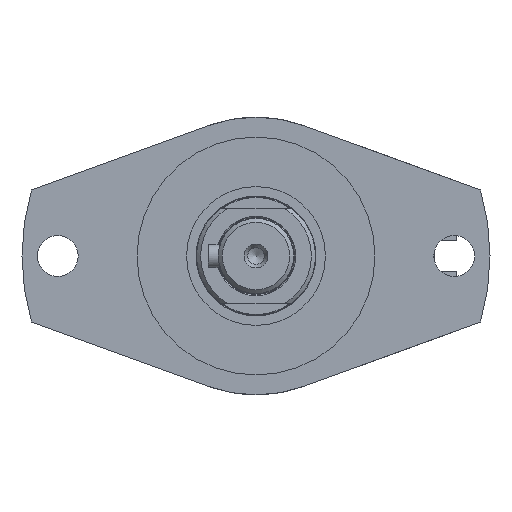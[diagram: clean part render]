
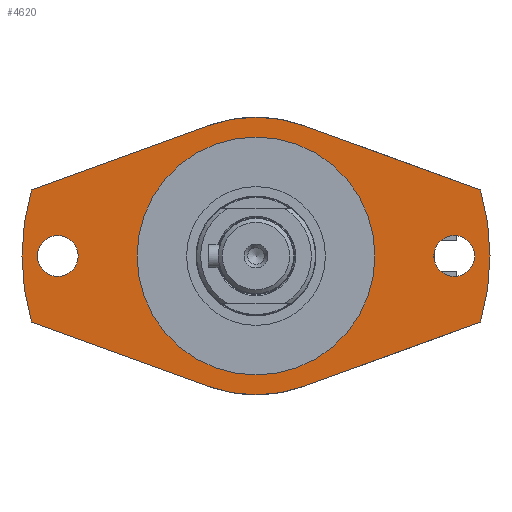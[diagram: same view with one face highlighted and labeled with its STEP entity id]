
A CAD part, left-side view. The second image highlights one B-rep face of the part: STEP entity #4620.
In plain terms, the highlighted planar face has unit normal (-1, 0, 0).
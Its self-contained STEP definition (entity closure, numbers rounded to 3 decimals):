
#150=FACE_BOUND('',#627,.T.);
#151=FACE_BOUND('',#628,.T.);
#152=FACE_BOUND('',#629,.T.);
#207=PLANE('',#5004);
#361=FACE_OUTER_BOUND('',#626,.T.);
#626=EDGE_LOOP('',(#3166,#3167,#3168,#3169,#3170,#3171,#3172,#3173));
#627=EDGE_LOOP('',(#3174));
#628=EDGE_LOOP('',(#3175));
#629=EDGE_LOOP('',(#3176,#3177));
#922=LINE('',#7480,#1175);
#923=LINE('',#7483,#1176);
#924=LINE('',#7485,#1177);
#925=LINE('',#7488,#1178);
#1175=VECTOR('',#5821,10.);
#1176=VECTOR('',#5824,10.);
#1177=VECTOR('',#5825,10.);
#1178=VECTOR('',#5828,10.);
#1473=CIRCLE('',#4994,59.);
#1474=CIRCLE('',#4996,30.);
#1475=CIRCLE('',#4997,30.);
#1479=CIRCLE('',#5003,59.);
#1480=CIRCLE('',#5005,35.);
#1481=CIRCLE('',#5006,35.);
#1482=CIRCLE('',#5007,5.15);
#1483=CIRCLE('',#5008,5.15);
#1851=VERTEX_POINT('',#7453);
#1852=VERTEX_POINT('',#7455);
#1853=VERTEX_POINT('',#7459);
#1854=VERTEX_POINT('',#7460);
#1857=VERTEX_POINT('',#7470);
#1860=VERTEX_POINT('',#7475);
#1861=VERTEX_POINT('',#7479);
#1862=VERTEX_POINT('',#7481);
#1863=VERTEX_POINT('',#7484);
#1864=VERTEX_POINT('',#7486);
#1865=VERTEX_POINT('',#7489);
#1866=VERTEX_POINT('',#7491);
#2357=EDGE_CURVE('',#1851,#1852,#1473,.T.);
#2359=EDGE_CURVE('',#1853,#1854,#1474,.T.);
#2360=EDGE_CURVE('',#1854,#1853,#1475,.T.);
#2367=EDGE_CURVE('',#1860,#1857,#1479,.T.);
#2368=EDGE_CURVE('',#1851,#1861,#922,.T.);
#2369=EDGE_CURVE('',#1861,#1862,#1480,.T.);
#2370=EDGE_CURVE('',#1862,#1857,#923,.T.);
#2371=EDGE_CURVE('',#1860,#1863,#924,.T.);
#2372=EDGE_CURVE('',#1863,#1864,#1481,.T.);
#2373=EDGE_CURVE('',#1864,#1852,#925,.T.);
#2374=EDGE_CURVE('',#1865,#1865,#1482,.T.);
#2375=EDGE_CURVE('',#1866,#1866,#1483,.T.);
#3166=ORIENTED_EDGE('',*,*,#2368,.T.);
#3167=ORIENTED_EDGE('',*,*,#2369,.T.);
#3168=ORIENTED_EDGE('',*,*,#2370,.T.);
#3169=ORIENTED_EDGE('',*,*,#2367,.F.);
#3170=ORIENTED_EDGE('',*,*,#2371,.T.);
#3171=ORIENTED_EDGE('',*,*,#2372,.T.);
#3172=ORIENTED_EDGE('',*,*,#2373,.T.);
#3173=ORIENTED_EDGE('',*,*,#2357,.F.);
#3174=ORIENTED_EDGE('',*,*,#2374,.T.);
#3175=ORIENTED_EDGE('',*,*,#2375,.T.);
#3176=ORIENTED_EDGE('',*,*,#2359,.T.);
#3177=ORIENTED_EDGE('',*,*,#2360,.T.);
#4620=ADVANCED_FACE('',(#361,#150,#151,#152),#207,.T.);
#4994=AXIS2_PLACEMENT_3D('',#7456,#5795,#5796);
#4996=AXIS2_PLACEMENT_3D('',#7461,#5800,#5801);
#4997=AXIS2_PLACEMENT_3D('',#7462,#5802,#5803);
#5003=AXIS2_PLACEMENT_3D('',#7477,#5817,#5818);
#5004=AXIS2_PLACEMENT_3D('',#7478,#5819,#5820);
#5005=AXIS2_PLACEMENT_3D('',#7482,#5822,#5823);
#5006=AXIS2_PLACEMENT_3D('',#7487,#5826,#5827);
#5007=AXIS2_PLACEMENT_3D('',#7490,#5829,#5830);
#5008=AXIS2_PLACEMENT_3D('',#7492,#5831,#5832);
#5795=DIRECTION('center_axis',(1.,0.,0.));
#5796=DIRECTION('ref_axis',(0.,1.,0.));
#5800=DIRECTION('center_axis',(1.,0.,0.));
#5801=DIRECTION('ref_axis',(0.,1.,0.));
#5802=DIRECTION('center_axis',(1.,0.,0.));
#5803=DIRECTION('ref_axis',(0.,1.,0.));
#5817=DIRECTION('center_axis',(1.,0.,0.));
#5818=DIRECTION('ref_axis',(0.,1.,0.));
#5819=DIRECTION('center_axis',(-1.,0.,0.));
#5820=DIRECTION('ref_axis',(0.,0.,
1.));
#5821=DIRECTION('',(0.,-0.94,-0.342));
#5822=DIRECTION('center_axis',(-1.,0.,0.));
#5823=DIRECTION('ref_axis',(0.,-0.342,0.94));
#5824=DIRECTION('',(0.,-0.94,0.342));
#5825=DIRECTION('',(0.,0.94,0.342));
#5826=DIRECTION('center_axis',(-1.,0.,0.));
#5827=DIRECTION('ref_axis',(0.,0.342,-0.94));
#5828=DIRECTION('',(0.,0.94,-0.342));
#5829=DIRECTION('center_axis',(1.,0.,0.));
#5830=DIRECTION('ref_axis',(0.,0.,
-1.));
#5831=DIRECTION('center_axis',(1.,0.,0.));
#5832=DIRECTION('ref_axis',(0.,0.,
-1.));
#7453=CARTESIAN_POINT('',(-165.5,56.604,-16.644));
#7455=CARTESIAN_POINT('',(-165.5,56.604,16.644));
#7456=CARTESIAN_POINT('Origin',(-165.5,0.,0.));
#7459=CARTESIAN_POINT('',(-165.5,30.,0.));
#7460=CARTESIAN_POINT('',(-165.5,-30.,0.));
#7461=CARTESIAN_POINT('Origin',(-165.5,0.,0.));
#7462=CARTESIAN_POINT('Origin',(-165.5,0.,0.));
#7470=CARTESIAN_POINT('',(-165.5,-56.604,-16.644));
#7475=CARTESIAN_POINT('',(-165.5,-56.604,16.644));
#7477=CARTESIAN_POINT('Origin',(-165.5,0.,0.));
#7478=CARTESIAN_POINT('Origin',(-165.5,44.5,0.));
#7479=CARTESIAN_POINT('',(-165.5,11.971,-32.889));
#7480=CARTESIAN_POINT('',(-165.5,76.799,-9.294));
#7481=CARTESIAN_POINT('',(-165.5,-11.971,-32.889));
#7482=CARTESIAN_POINT('Origin',(-165.5,0.,0.));
#7483=CARTESIAN_POINT('',(-165.5,7.677,-40.04));
#7484=CARTESIAN_POINT('',(-165.5,-11.971,32.889));
#7485=CARTESIAN_POINT('',(-165.5,-37.505,23.596));
#7486=CARTESIAN_POINT('',(-165.5,11.971,32.889));
#7487=CARTESIAN_POINT('Origin',(-165.5,0.,0.));
#7488=CARTESIAN_POINT('',(-165.5,31.618,25.738));
#7489=CARTESIAN_POINT('',(-165.5,-50.,5.15));
#7490=CARTESIAN_POINT('Origin',(-165.5,-50.,0.));
#7491=CARTESIAN_POINT('',(-165.5,50.,5.15));
#7492=CARTESIAN_POINT('Origin',(-165.5,50.,0.));
